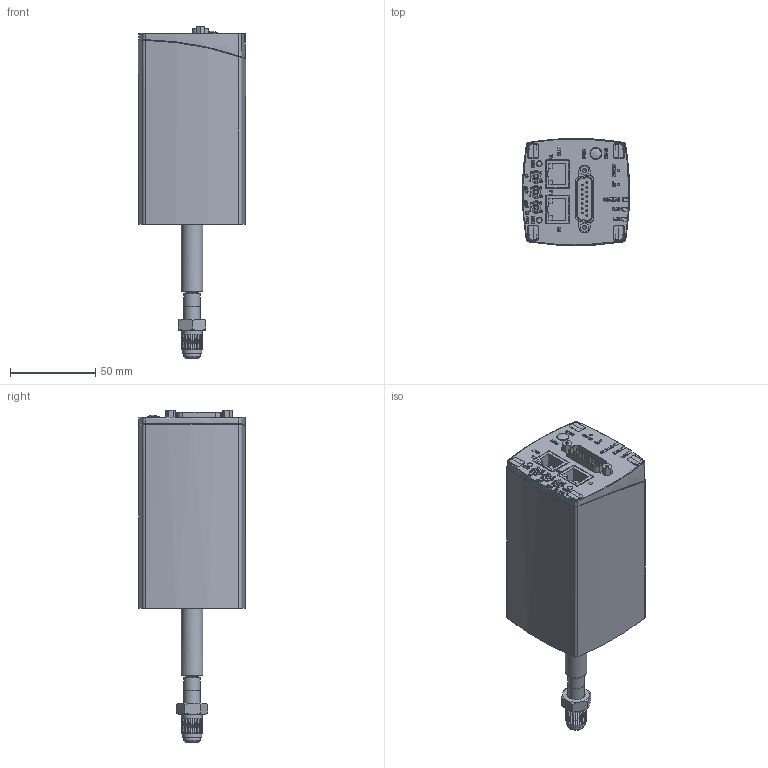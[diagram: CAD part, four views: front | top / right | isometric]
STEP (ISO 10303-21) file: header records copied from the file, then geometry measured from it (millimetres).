
FILE_DESCRIPTION(/* description */ (''),/* implementation_level */ '2;1');
FILE_NAME(/* name */ 'Edge CDGxxxD2 4 VCR male EtherCAT.stp',/* time_stamp */ '2023-01-30T16:26:06+01:00',/* author */ ('cons002'),/* organization */ (''),/* preprocessor_version */ 'ST-DEVELOPER v18.1',/* originating_system */ 'Autodesk Inventor 2021',/* authorisation */ '');
FILE_SCHEMA (('AUTOMOTIVE_DESIGN { 1 0 10303 214 3 1 1 }'));
Length unit declared in the file: millimetre
Products named in the file (1): Edge CDGxxxD2 4 VCR male EtherCAT2
Bounding box: 63 x 62.79 x 195.13 mm (x, y, z)
Volume: 374302.2 mm3; surface area: 106624.6 mm2
Topology: 1 solids, 2 shells, 4888 faces, 13393 edges, 8653 vertices
Faces by surface type: plane 3378, cylinder 817, bspline 374, cone 151, torus 121, sphere 47
Full cylindrical faces by diameter (mm): 1 x15, 1.5 x2, 2.013 x1, 2.156 x2, 2.5 x12, 2.8 x10, 2.845 x2, 2.9 x2, 3 x3, 3.2 x4, 3.4 x2, 3.5 x2, 3.6 x3, 3.8 x2, 4.5 x1, 6 x1, 6.35 x1, 7 x1, 7.874 x1, 7.9 x1, 9.5 x1, 9.525 x1, 9.6 x2, 9.906 x2, 10.2 x1, 10.6 x1, 11.5 x1, 11.7 x1, 11.783 x13, 12.7 x14
Entity records: 178617 total; most frequent: CARTESIAN_POINT 50637, ORIENTED_EDGE 26724, DIRECTION 23846, EDGE_CURVE 13362, LINE 9896, VECTOR 9896, VERTEX_POINT 8653, AXIS2_PLACEMENT_3D 6975
